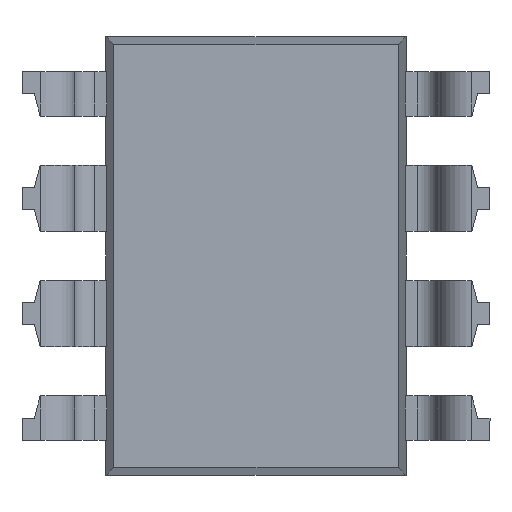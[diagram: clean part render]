
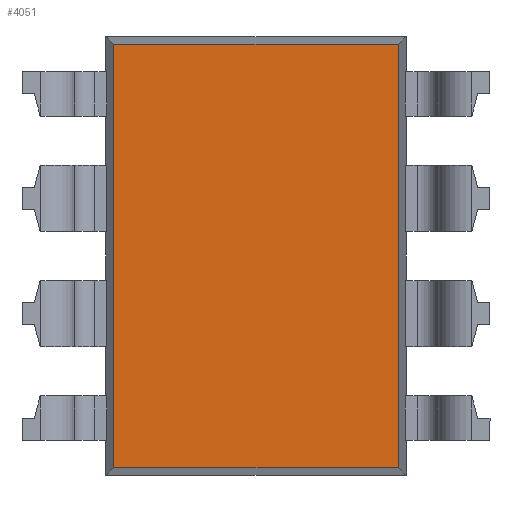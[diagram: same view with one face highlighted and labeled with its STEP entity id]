
A CAD part, front view. The second image highlights one B-rep face of the part: STEP entity #4051.
In plain terms, the highlighted planar face has unit normal (0, -1, 0).
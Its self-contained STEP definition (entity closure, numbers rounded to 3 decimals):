
#50 = VECTOR ( 'NONE', #3008, 1000. ) ;
#343 = CARTESIAN_POINT ( 'NONE',  ( 3.13, 1.14, 4.655 ) ) ;
#635 = ORIENTED_EDGE ( 'NONE', *, *, #1956, .T. ) ;
#636 = CARTESIAN_POINT ( 'NONE',  ( 0., 1.14, 4.655 ) ) ;
#679 = EDGE_CURVE ( 'NONE', #3013, #3897, #2012, .T. ) ;
#1024 = VERTEX_POINT ( 'NONE', #343 ) ;
#1121 = VECTOR ( 'NONE', #3980, 1000. ) ;
#1231 = EDGE_LOOP ( 'NONE', ( #1313, #2653, #1840, #635 ) ) ;
#1313 = ORIENTED_EDGE ( 'NONE', *, *, #679, .T. ) ;
#1353 = CARTESIAN_POINT ( 'NONE',  ( -3.13, 1.14, -4.655 ) ) ;
#1394 = LINE ( 'NONE', #636, #1121 ) ;
#1451 = DIRECTION ( 'NONE',  ( 1., 0., 0. ) ) ;
#1840 = ORIENTED_EDGE ( 'NONE', *, *, #3017, .T. ) ;
#1956 = EDGE_CURVE ( 'NONE', #1024, #3013, #1394, .T. ) ;
#2012 = LINE ( 'NONE', #4514, #50 ) ;
#2057 = CARTESIAN_POINT ( 'NONE',  ( 0., 1.14, 0. ) ) ;
#2121 = DIRECTION ( 'NONE',  ( 0., 0., 1. ) ) ;
#2280 = CARTESIAN_POINT ( 'NONE',  ( 0., 1.14, -4.655 ) ) ;
#2428 = CARTESIAN_POINT ( 'NONE',  ( -3.13, 1.14, 4.655 ) ) ;
#2653 = ORIENTED_EDGE ( 'NONE', *, *, #3104, .T. ) ;
#2761 = CARTESIAN_POINT ( 'NONE',  ( 3.13, 1.14, 0. ) ) ;
#2828 = PLANE ( 'NONE',  #4732 ) ;
#2863 = LINE ( 'NONE', #2761, #4478 ) ;
#3008 = DIRECTION ( 'NONE',  ( 0., 0., -1. ) ) ;
#3013 = VERTEX_POINT ( 'NONE', #2428 ) ;
#3017 = EDGE_CURVE ( 'NONE', #4218, #1024, #2863, .T. ) ;
#3104 = EDGE_CURVE ( 'NONE', #3897, #4218, #3660, .T. ) ;
#3411 = FACE_OUTER_BOUND ( 'NONE', #1231, .T. ) ;
#3660 = LINE ( 'NONE', #2280, #4472 ) ;
#3889 = DIRECTION ( 'NONE',  ( 0., 0., -1. ) ) ;
#3897 = VERTEX_POINT ( 'NONE', #1353 ) ;
#3980 = DIRECTION ( 'NONE',  ( -1., 0., 0. ) ) ;
#4051 = ADVANCED_FACE ( 'NONE', ( #3411 ), #2828, .T. ) ;
#4218 = VERTEX_POINT ( 'NONE', #4547 ) ;
#4280 = DIRECTION ( 'NONE',  ( 0., -1., 0. ) ) ;
#4472 = VECTOR ( 'NONE', #1451, 1000. ) ;
#4478 = VECTOR ( 'NONE', #2121, 1000. ) ;
#4514 = CARTESIAN_POINT ( 'NONE',  ( -3.13, 1.14, 0. ) ) ;
#4547 = CARTESIAN_POINT ( 'NONE',  ( 3.13, 1.14, -4.655 ) ) ;
#4732 = AXIS2_PLACEMENT_3D ( 'NONE', #2057, #4280, #3889 ) ;
